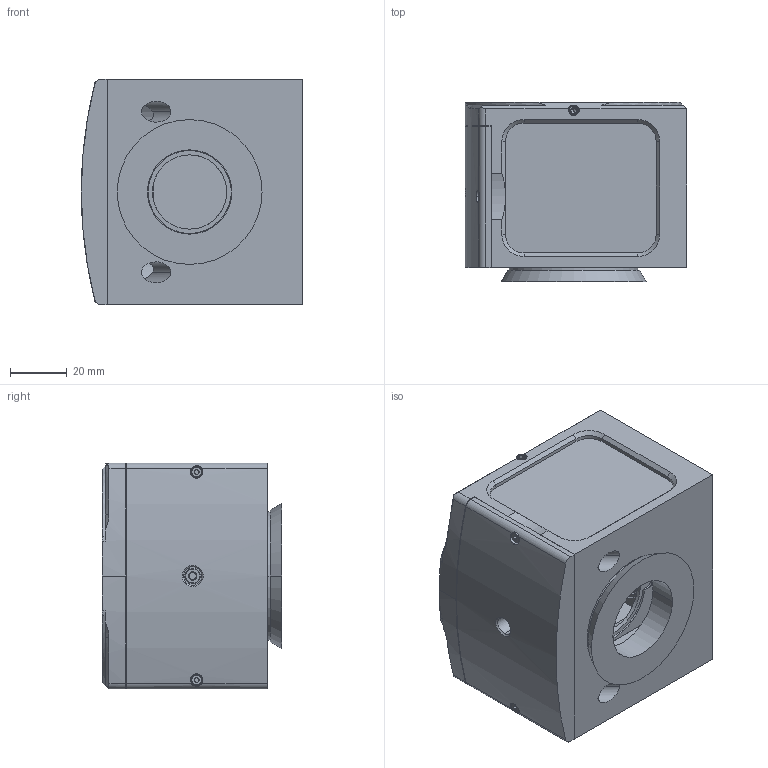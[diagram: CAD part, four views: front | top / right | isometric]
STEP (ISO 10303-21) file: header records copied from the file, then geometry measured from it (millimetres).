
FILE_DESCRIPTION((''),'2;1');
FILE_NAME('MDFM-C_ASM_ASM','2023-10-07T11:09:53',('R&D'),(''),'CREO PARAMETRIC BY PTC INC, 2021063','CREO PARAMETRIC BY PTC INC, 2021063','');
FILE_SCHEMA(('CONFIG_CONTROL_DESIGN'));
Products named in the file (20): MDFM-C1-A0_3; MDFM-C1-A2_156; MDFM-C1-A3_2; MDFM-C1-A4_3; MDFM-C1-A5_5; MDFM-C1-A6_21; MDFM-C1-A7_135; MDFM-C1-A8_5; MDFM-C1_ASM_22_ASM; MDFM-MF2-02_1; MDFM-MF2-03_56; MDFM-MF2-04_1; MDFM-MF2-05_20; MDFM-MF2-06_125; MDFM-MF2-07_12; MDFM-MF2-09_2; MDFM-MF2-01_9; MDFM-MF2_ASM_66_ASM; MDFM-C_ASM_159_ASM; MDFM-C_ASM_ASM
Assembly tree (25 placements, depth 4):
  MDFM-C_ASM_ASM
    MDFM-C_ASM_159_ASM
      MDFM-C1_ASM_22_ASM
        MDFM-C1-A0_3  x2
        MDFM-C1-A2_156
        MDFM-C1-A3_2
        MDFM-C1-A4_3
        MDFM-C1-A5_5  x4
        MDFM-C1-A6_21
        MDFM-C1-A7_135
        MDFM-C1-A8_5
      MDFM-MF2_ASM_66_ASM
        MDFM-MF2-02_1  x2
        MDFM-MF2-03_56
        MDFM-MF2-04_1  x2
        MDFM-MF2-05_20
        MDFM-MF2-06_125
        MDFM-MF2-07_12
        MDFM-MF2-09_2
        MDFM-MF2-01_9
Bounding box: 78.33 x 63.41 x 80 mm (x, y, z)
Volume: 154224.9 mm3; surface area: 79446.6 mm2
Topology: 21 solids, 21 shells, 1300 faces, 3597 edges, 2357 vertices
Faces by surface type: cylinder 642, plane 427, cone 144, bspline 59, torus 16, sphere 12
Entity records: 68979 total; most frequent: CARTESIAN_POINT 43306, ORIENTED_EDGE 5628, DIRECTION 4823, EDGE_CURVE 2814, VERTEX_POINT 1843, AXIS2_PLACEMENT_3D 1740, VECTOR 1343, LINE 1343
